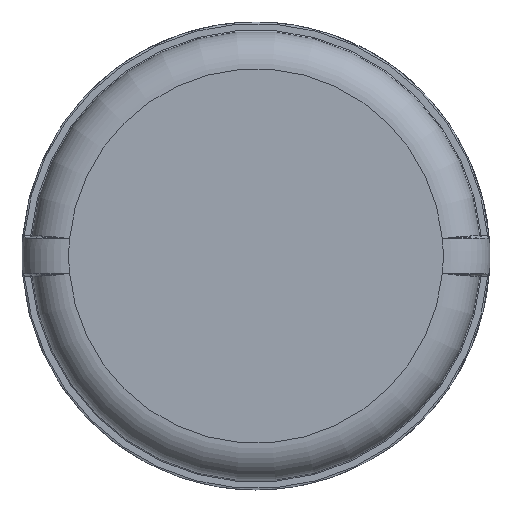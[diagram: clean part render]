
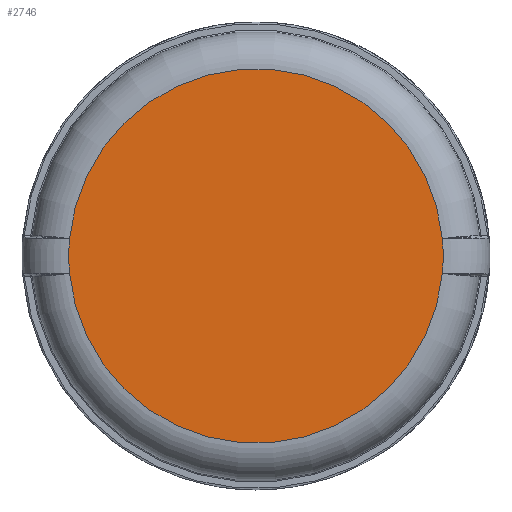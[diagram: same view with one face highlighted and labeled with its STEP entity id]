
A CAD part, left-side view. The second image highlights one B-rep face of the part: STEP entity #2746.
In plain terms, the highlighted planar face has unit normal (-1, 0, 0).
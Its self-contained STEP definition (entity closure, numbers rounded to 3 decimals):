
#24 = AXIS2_PLACEMENT_3D ( 'NONE', #6951, #17870, #5278 ) ;
#871 = CARTESIAN_POINT ( 'NONE',  ( -33., 0., 0. ) ) ;
#1403 = CARTESIAN_POINT ( 'NONE',  ( -33., -39.829, 3.7 ) ) ;
#2746 = ADVANCED_FACE ( 'NONE', ( #10316 ), #25487, .T. ) ;
#2774 = CARTESIAN_POINT ( 'NONE',  ( -33., 39.829, -3.7 ) ) ;
#3115 = DIRECTION ( 'NONE',  ( -1., 0., 0. ) ) ;
#3687 = VERTEX_POINT ( 'NONE', #1403 ) ;
#3967 = ORIENTED_EDGE ( 'NONE', *, *, #20822, .T. ) ;
#4716 = CIRCLE ( 'NONE', #6050, 40. ) ;
#4976 = EDGE_CURVE ( 'NONE', #11806, #3687, #4716, .T. ) ;
#5278 = DIRECTION ( 'NONE',  ( 0., 0., 1. ) ) ;
#6050 = AXIS2_PLACEMENT_3D ( 'NONE', #26887, #6361, #14911 ) ;
#6361 = DIRECTION ( 'NONE',  ( -1., 0., 0. ) ) ;
#6951 = CARTESIAN_POINT ( 'NONE',  ( -33., 0., 0. ) ) ;
#7783 = EDGE_CURVE ( 'NONE', #8552, #11806, #19023, .T. ) ;
#7932 = EDGE_LOOP ( 'NONE', ( #3967, #8690, #16235, #21107 ) ) ;
#8466 = DIRECTION ( 'NONE',  ( -1., 0., 0. ) ) ;
#8552 = VERTEX_POINT ( 'NONE', #2774 ) ;
#8690 = ORIENTED_EDGE ( 'NONE', *, *, #24445, .T. ) ;
#9513 = DIRECTION ( 'NONE',  ( -1., 0., 0. ) ) ;
#10316 = FACE_OUTER_BOUND ( 'NONE', #7932, .T. ) ;
#11806 = VERTEX_POINT ( 'NONE', #21362 ) ;
#13817 = AXIS2_PLACEMENT_3D ( 'NONE', #20279, #9513, #22500 ) ;
#14911 = DIRECTION ( 'NONE',  ( 0., 0., 1. ) ) ;
#16235 = ORIENTED_EDGE ( 'NONE', *, *, #7783, .T. ) ;
#17870 = DIRECTION ( 'NONE',  ( -1., 0., 0. ) ) ;
#18267 = CIRCLE ( 'NONE', #13817, 40. ) ;
#18838 = CARTESIAN_POINT ( 'NONE',  ( -33., 48., 0. ) ) ;
#19023 = CIRCLE ( 'NONE', #24367, 40. ) ;
#20279 = CARTESIAN_POINT ( 'NONE',  ( -33., 0., 0. ) ) ;
#20550 = CIRCLE ( 'NONE', #24, 40. ) ;
#20822 = EDGE_CURVE ( 'NONE', #3687, #26751, #18267, .T. ) ;
#21107 = ORIENTED_EDGE ( 'NONE', *, *, #4976, .T. ) ;
#21362 = CARTESIAN_POINT ( 'NONE',  ( -33., -39.829, -3.7 ) ) ;
#22216 = AXIS2_PLACEMENT_3D ( 'NONE', #18838, #8466, #27295 ) ;
#22500 = DIRECTION ( 'NONE',  ( 0., 0., 1. ) ) ;
#23776 = CARTESIAN_POINT ( 'NONE',  ( -33., 39.829, 3.7 ) ) ;
#24367 = AXIS2_PLACEMENT_3D ( 'NONE', #871, #3115, #26538 ) ;
#24445 = EDGE_CURVE ( 'NONE', #26751, #8552, #20550, .T. ) ;
#25487 = PLANE ( 'NONE',  #22216 ) ;
#26538 = DIRECTION ( 'NONE',  ( 0., 0., 1. ) ) ;
#26751 = VERTEX_POINT ( 'NONE', #23776 ) ;
#26887 = CARTESIAN_POINT ( 'NONE',  ( -33., 0., 0. ) ) ;
#27295 = DIRECTION ( 'NONE',  ( 0., 0., 1. ) ) ;
